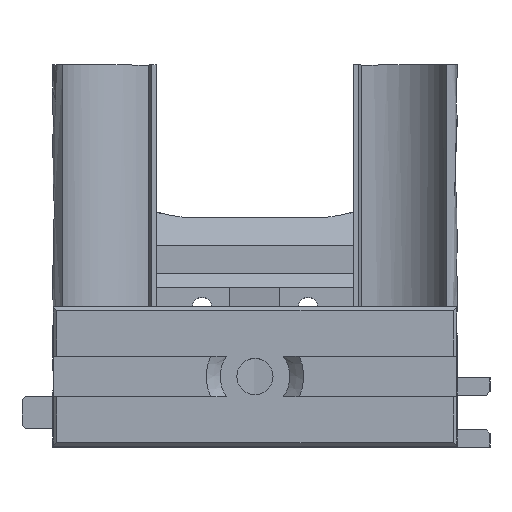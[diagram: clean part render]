
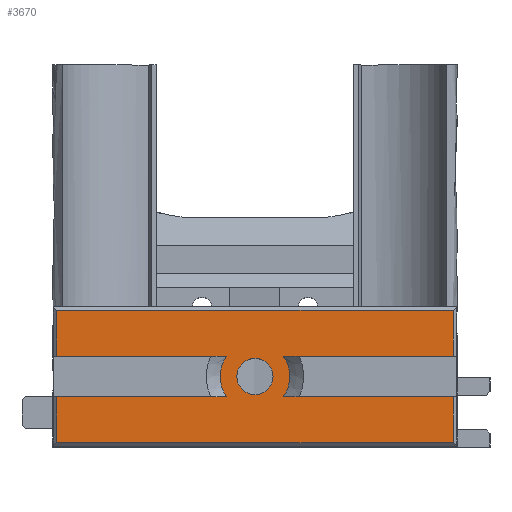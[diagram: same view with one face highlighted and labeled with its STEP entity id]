
A CAD part, top view. The second image highlights one B-rep face of the part: STEP entity #3670.
In plain terms, the highlighted planar face has unit normal (0, 0, 1).
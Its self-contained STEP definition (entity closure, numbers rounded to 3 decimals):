
#80=FACE_BOUND('',#1256,.T.);
#140=PLANE('',#3948);
#419=LINE('',#5946,#767);
#425=LINE('',#5959,#773);
#428=LINE('',#5963,#776);
#429=LINE('',#5966,#777);
#430=LINE('',#5970,#778);
#431=LINE('',#5972,#779);
#432=LINE('',#5974,#780);
#433=LINE('',#5976,#781);
#434=LINE('',#5978,#782);
#435=LINE('',#5981,#783);
#767=VECTOR('',#4581,10.);
#773=VECTOR('',#4589,10.);
#776=VECTOR('',#4594,10.);
#777=VECTOR('',#4597,10.);
#778=VECTOR('',#4600,10.);
#779=VECTOR('',#4601,10.);
#780=VECTOR('',#4602,10.);
#781=VECTOR('',#4603,10.);
#782=VECTOR('',#4604,10.);
#783=VECTOR('',#4607,10.);
#1048=FACE_OUTER_BOUND('',#1255,.T.);
#1255=EDGE_LOOP('',(#2979,#2980,#2981,#2982,#2983,#2984,#2985,#2986,#2987,
#2988,#2989,#2990));
#1256=EDGE_LOOP('',(#2991));
#1434=CIRCLE('',#3949,5.);
#1435=CIRCLE('',#3950,5.);
#1436=CIRCLE('',#3951,2.6);
#1762=VERTEX_POINT('',#5944);
#1763=VERTEX_POINT('',#5945);
#1768=VERTEX_POINT('',#5956);
#1769=VERTEX_POINT('',#5958);
#1770=VERTEX_POINT('',#5965);
#1771=VERTEX_POINT('',#5967);
#1772=VERTEX_POINT('',#5969);
#1773=VERTEX_POINT('',#5971);
#1774=VERTEX_POINT('',#5973);
#1775=VERTEX_POINT('',#5975);
#1776=VERTEX_POINT('',#5977);
#1777=VERTEX_POINT('',#5979);
#1778=VERTEX_POINT('',#5982);
#2204=EDGE_CURVE('',#1762,#1763,#419,.T.);
#2210=EDGE_CURVE('',#1768,#1769,#425,.T.);
#2213=EDGE_CURVE('',#1769,#1762,#428,.T.);
#2214=EDGE_CURVE('',#1768,#1770,#429,.T.);
#2215=EDGE_CURVE('',#1770,#1771,#1434,.T.);
#2216=EDGE_CURVE('',#1771,#1772,#430,.T.);
#2217=EDGE_CURVE('',#1773,#1772,#431,.T.);
#2218=EDGE_CURVE('',#1774,#1773,#432,.T.);
#2219=EDGE_CURVE('',#1775,#1774,#433,.T.);
#2220=EDGE_CURVE('',#1775,#1776,#434,.T.);
#2221=EDGE_CURVE('',#1776,#1777,#1435,.T.);
#2222=EDGE_CURVE('',#1777,#1763,#435,.T.);
#2223=EDGE_CURVE('',#1778,#1778,#1436,.T.);
#2979=ORIENTED_EDGE('',*,*,#2204,.F.);
#2980=ORIENTED_EDGE('',*,*,#2213,.F.);
#2981=ORIENTED_EDGE('',*,*,#2210,.F.);
#2982=ORIENTED_EDGE('',*,*,#2214,.T.);
#2983=ORIENTED_EDGE('',*,*,#2215,.T.);
#2984=ORIENTED_EDGE('',*,*,#2216,.T.);
#2985=ORIENTED_EDGE('',*,*,#2217,.F.);
#2986=ORIENTED_EDGE('',*,*,#2218,.F.);
#2987=ORIENTED_EDGE('',*,*,#2219,.F.);
#2988=ORIENTED_EDGE('',*,*,#2220,.T.);
#2989=ORIENTED_EDGE('',*,*,#2221,.T.);
#2990=ORIENTED_EDGE('',*,*,#2222,.T.);
#2991=ORIENTED_EDGE('',*,*,#2223,.T.);
#3670=ADVANCED_FACE('',(#1048,#80),#140,.T.);
#3948=AXIS2_PLACEMENT_3D('',#5964,#4595,#4596);
#3949=AXIS2_PLACEMENT_3D('',#5968,#4598,#4599);
#3950=AXIS2_PLACEMENT_3D('',#5980,#4605,#4606);
#3951=AXIS2_PLACEMENT_3D('',#5983,#4608,#4609);
#4581=DIRECTION('',(0.,-1.,0.));
#4589=DIRECTION('',(0.,1.,0.));
#4594=DIRECTION('',(1.,0.,0.));
#4595=DIRECTION('center_axis',(0.,0.,1.));
#4596=DIRECTION('ref_axis',(1.,0.,0.));
#4597=DIRECTION('',(1.,0.,0.));
#4598=DIRECTION('center_axis',(0.,0.,1.));
#4599=DIRECTION('ref_axis',(-1.,0.,0.));
#4600=DIRECTION('',(-1.,0.,0.));
#4601=DIRECTION('',(0.,1.,0.));
#4602=DIRECTION('',(-1.,0.,0.));
#4603=DIRECTION('',(0.,-1.,0.));
#4604=DIRECTION('',(-1.,0.,0.));
#4605=DIRECTION('center_axis',(0.,0.,1.));
#4606=DIRECTION('ref_axis',(-1.,0.,0.));
#4607=DIRECTION('',(1.,0.,0.));
#4608=DIRECTION('center_axis',(0.,0.,-1.));
#4609=DIRECTION('ref_axis',(-1.,0.,0.));
#5944=CARTESIAN_POINT('',(176.217,-150.085,150.291));
#5945=CARTESIAN_POINT('',(176.217,-156.685,150.291));
#5946=CARTESIAN_POINT('',(176.217,-169.585,150.291));
#5956=CARTESIAN_POINT('',(119.217,-156.685,150.291));
#5958=CARTESIAN_POINT('',(119.217,-150.085,150.291));
#5959=CARTESIAN_POINT('',(119.217,-169.585,150.291));
#5963=CARTESIAN_POINT('',(133.217,-150.085,150.291));
#5964=CARTESIAN_POINT('Origin',(118.717,-169.585,150.291));
#5965=CARTESIAN_POINT('',(143.644,-156.685,150.291));
#5966=CARTESIAN_POINT('',(131.181,-156.685,150.291));
#5967=CARTESIAN_POINT('',(143.644,-162.485,150.291));
#5968=CARTESIAN_POINT('Origin',(147.717,-159.585,150.291));
#5969=CARTESIAN_POINT('',(119.217,-162.485,150.291));
#5970=CARTESIAN_POINT('',(118.717,-162.485,150.291));
#5971=CARTESIAN_POINT('',(119.217,-169.085,150.291));
#5972=CARTESIAN_POINT('',(119.217,-169.585,150.291));
#5973=CARTESIAN_POINT('',(176.217,-169.085,150.291));
#5974=CARTESIAN_POINT('',(133.217,-169.085,150.291));
#5975=CARTESIAN_POINT('',(176.217,-162.485,150.291));
#5976=CARTESIAN_POINT('',(176.217,-169.585,150.291));
#5977=CARTESIAN_POINT('',(151.79,-162.485,150.291));
#5978=CARTESIAN_POINT('',(135.254,-162.485,150.291));
#5979=CARTESIAN_POINT('',(151.79,-156.685,150.291));
#5980=CARTESIAN_POINT('Origin',(147.717,-159.585,150.291));
#5981=CARTESIAN_POINT('',(147.717,-156.685,150.291));
#5982=CARTESIAN_POINT('',(150.317,-159.585,150.291));
#5983=CARTESIAN_POINT('Origin',(147.717,-159.585,150.291));
